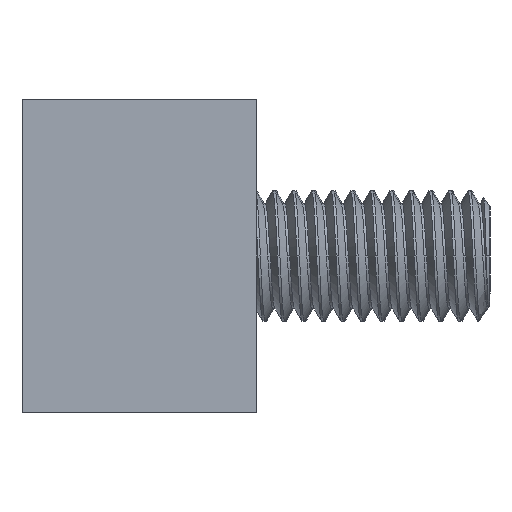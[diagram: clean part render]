
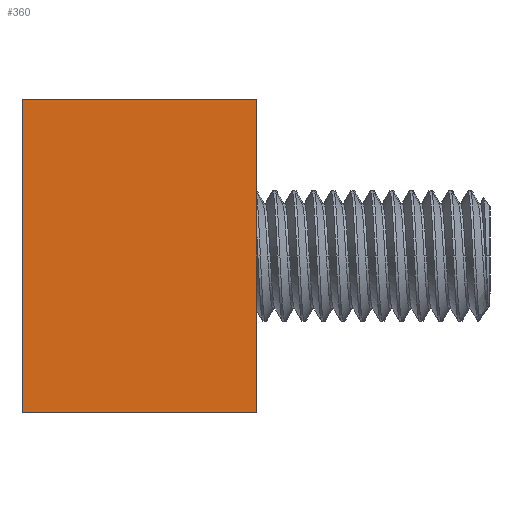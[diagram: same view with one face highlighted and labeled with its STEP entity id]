
A CAD part, left-side view. The second image highlights one B-rep face of the part: STEP entity #360.
In plain terms, the highlighted planar face has unit normal (-1, 0, 0).
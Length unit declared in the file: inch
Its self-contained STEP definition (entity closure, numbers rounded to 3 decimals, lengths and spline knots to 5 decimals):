
#188 = CARTESIAN_POINT ( 'NONE',  ( 0., 0., -0.94488 ) ) ;
#341 = CARTESIAN_POINT ( 'NONE',  ( 0., 0.70866, 0. ) ) ;
#360 = ADVANCED_FACE ( 'NONE', ( #4491 ), #1285, .T. ) ;
#648 = VECTOR ( 'NONE', #2942, 39.37008 ) ;
#890 = CARTESIAN_POINT ( 'NONE',  ( 0., 0., 0. ) ) ;
#1060 = VECTOR ( 'NONE', #4384, 39.37008 ) ;
#1077 = DIRECTION ( 'NONE',  ( 0., 1., 0. ) ) ;
#1285 = PLANE ( 'NONE',  #4385 ) ;
#1354 = DIRECTION ( 'NONE',  ( 0., 0., -1. ) ) ;
#1892 = CARTESIAN_POINT ( 'NONE',  ( 0., 0.70866, -0.94488 ) ) ;
#2094 = LINE ( 'NONE', #3380, #1060 ) ;
#2139 = VERTEX_POINT ( 'NONE', #188 ) ;
#2669 = EDGE_CURVE ( 'NONE', #4009, #2139, #4468, .T. ) ;
#2687 = CARTESIAN_POINT ( 'NONE',  ( 0., 0., 0. ) ) ;
#2759 = VECTOR ( 'NONE', #1354, 39.37008 ) ;
#2942 = DIRECTION ( 'NONE',  ( 0., 0., -1. ) ) ;
#3133 = ORIENTED_EDGE ( 'NONE', *, *, #3552, .T. ) ;
#3298 = EDGE_CURVE ( 'NONE', #5025, #5082, #5941, .T. ) ;
#3299 = VECTOR ( 'NONE', #1077, 39.37008 ) ;
#3380 = CARTESIAN_POINT ( 'NONE',  ( 0., 0., -0.94488 ) ) ;
#3496 = CARTESIAN_POINT ( 'NONE',  ( 0., 0., 0. ) ) ;
#3499 = EDGE_CURVE ( 'NONE', #2139, #5082, #2094, .T. ) ;
#3552 = EDGE_CURVE ( 'NONE', #4009, #5025, #4768, .T. ) ;
#4009 = VERTEX_POINT ( 'NONE', #2687 ) ;
#4088 = DIRECTION ( 'NONE',  ( 0., 0., 1. ) ) ;
#4190 = ORIENTED_EDGE ( 'NONE', *, *, #3298, .T. ) ;
#4194 = ORIENTED_EDGE ( 'NONE', *, *, #3499, .F. ) ;
#4257 = EDGE_LOOP ( 'NONE', ( #3133, #4190, #4194, #5879 ) ) ;
#4384 = DIRECTION ( 'NONE',  ( 0., 1., 0. ) ) ;
#4385 = AXIS2_PLACEMENT_3D ( 'NONE', #890, #5551, #4088 ) ;
#4468 = LINE ( 'NONE', #3496, #648 ) ;
#4491 = FACE_OUTER_BOUND ( 'NONE', #4257, .T. ) ;
#4589 = CARTESIAN_POINT ( 'NONE',  ( 0., 0.70866, 0. ) ) ;
#4768 = LINE ( 'NONE', #5220, #3299 ) ;
#5025 = VERTEX_POINT ( 'NONE', #341 ) ;
#5082 = VERTEX_POINT ( 'NONE', #1892 ) ;
#5220 = CARTESIAN_POINT ( 'NONE',  ( 0., 0., 0. ) ) ;
#5551 = DIRECTION ( 'NONE',  ( -1., 0., 0. ) ) ;
#5879 = ORIENTED_EDGE ( 'NONE', *, *, #2669, .F. ) ;
#5941 = LINE ( 'NONE', #4589, #2759 ) ;
